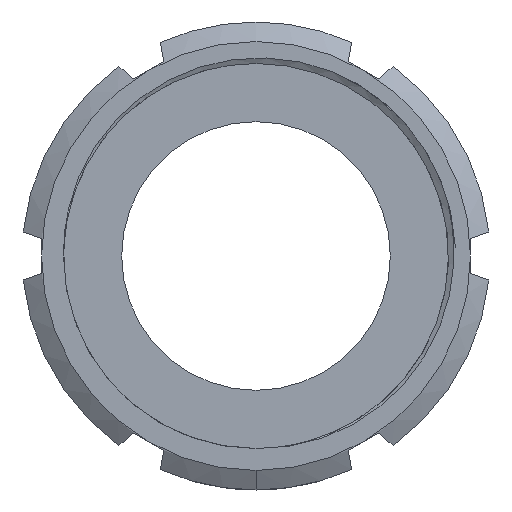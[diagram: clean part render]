
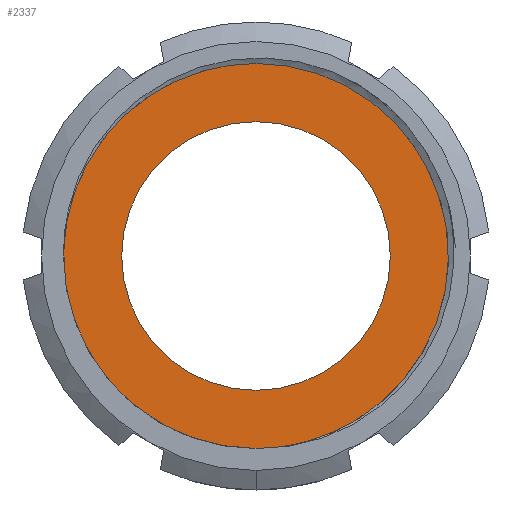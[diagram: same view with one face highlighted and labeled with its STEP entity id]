
A CAD part, left-side view. The second image highlights one B-rep face of the part: STEP entity #2337.
In plain terms, the highlighted planar face has unit normal (-1, 0, 0).
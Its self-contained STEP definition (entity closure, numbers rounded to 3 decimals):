
#96 = VERTEX_POINT ( 'NONE', #1982 ) ;
#162 = VERTEX_POINT ( 'NONE', #1042 ) ;
#212 = CIRCLE ( 'NONE', #1654, 15.5 ) ;
#259 = DIRECTION ( 'NONE',  ( 0., 0., 1. ) ) ;
#265 = CARTESIAN_POINT ( 'NONE',  ( 6.5, 0., 0. ) ) ;
#271 = VERTEX_POINT ( 'NONE', #3449 ) ;
#276 = EDGE_CURVE ( 'NONE', #162, #96, #2482, .T. ) ;
#300 = CARTESIAN_POINT ( 'NONE',  ( 6.5, 0., 0. ) ) ;
#393 = ORIENTED_EDGE ( 'NONE', *, *, #1399, .T. ) ;
#516 = AXIS2_PLACEMENT_3D ( 'NONE', #526, #3395, #833 ) ;
#526 = CARTESIAN_POINT ( 'NONE',  ( 6.5, 0., 0. ) ) ;
#833 = DIRECTION ( 'NONE',  ( 0., 0., 1. ) ) ;
#850 = DIRECTION ( 'NONE',  ( 0., 0., 1. ) ) ;
#870 = AXIS2_PLACEMENT_3D ( 'NONE', #300, #2546, #259 ) ;
#921 = DIRECTION ( 'NONE',  ( 0., 0., -1. ) ) ;
#1042 = CARTESIAN_POINT ( 'NONE',  ( 6.5, 0., -24.012 ) ) ;
#1050 = AXIS2_PLACEMENT_3D ( 'NONE', #1279, #1860, #921 ) ;
#1093 = CARTESIAN_POINT ( 'NONE',  ( 6.5, 0., 0. ) ) ;
#1129 = CARTESIAN_POINT ( 'NONE',  ( 6.5, 0., 15.5 ) ) ;
#1279 = CARTESIAN_POINT ( 'NONE',  ( 6.5, 15.5, 0. ) ) ;
#1305 = CIRCLE ( 'NONE', #516, 15.5 ) ;
#1399 = EDGE_CURVE ( 'NONE', #96, #162, #2926, .T. ) ;
#1443 = DIRECTION ( 'NONE',  ( 0., 0., 1. ) ) ;
#1476 = ORIENTED_EDGE ( 'NONE', *, *, #1867, .F. ) ;
#1584 = FACE_OUTER_BOUND ( 'NONE', #3702, .T. ) ;
#1654 = AXIS2_PLACEMENT_3D ( 'NONE', #265, #2578, #850 ) ;
#1860 = DIRECTION ( 'NONE',  ( 1., 0., 0. ) ) ;
#1867 = EDGE_CURVE ( 'NONE', #271, #3385, #212, .T. ) ;
#1961 = DIRECTION ( 'NONE',  ( -1., 0., 0. ) ) ;
#1982 = CARTESIAN_POINT ( 'NONE',  ( 6.5, 0., 24.012 ) ) ;
#2337 = ADVANCED_FACE ( 'NONE', ( #2341, #1584 ), #2668, .F. ) ;
#2341 = FACE_BOUND ( 'NONE', #3367, .T. ) ;
#2482 = CIRCLE ( 'NONE', #870, 24.012 ) ;
#2546 = DIRECTION ( 'NONE',  ( -1., 0., 0. ) ) ;
#2578 = DIRECTION ( 'NONE',  ( -1., 0., 0. ) ) ;
#2668 = PLANE ( 'NONE',  #1050 ) ;
#2706 = ORIENTED_EDGE ( 'NONE', *, *, #3362, .F. ) ;
#2926 = CIRCLE ( 'NONE', #3537, 24.012 ) ;
#3362 = EDGE_CURVE ( 'NONE', #3385, #271, #1305, .T. ) ;
#3367 = EDGE_LOOP ( 'NONE', ( #2706, #1476 ) ) ;
#3385 = VERTEX_POINT ( 'NONE', #1129 ) ;
#3395 = DIRECTION ( 'NONE',  ( -1., 0., 0. ) ) ;
#3449 = CARTESIAN_POINT ( 'NONE',  ( 6.5, 0., -15.5 ) ) ;
#3509 = ORIENTED_EDGE ( 'NONE', *, *, #276, .T. ) ;
#3537 = AXIS2_PLACEMENT_3D ( 'NONE', #1093, #1961, #1443 ) ;
#3702 = EDGE_LOOP ( 'NONE', ( #393, #3509 ) ) ;
